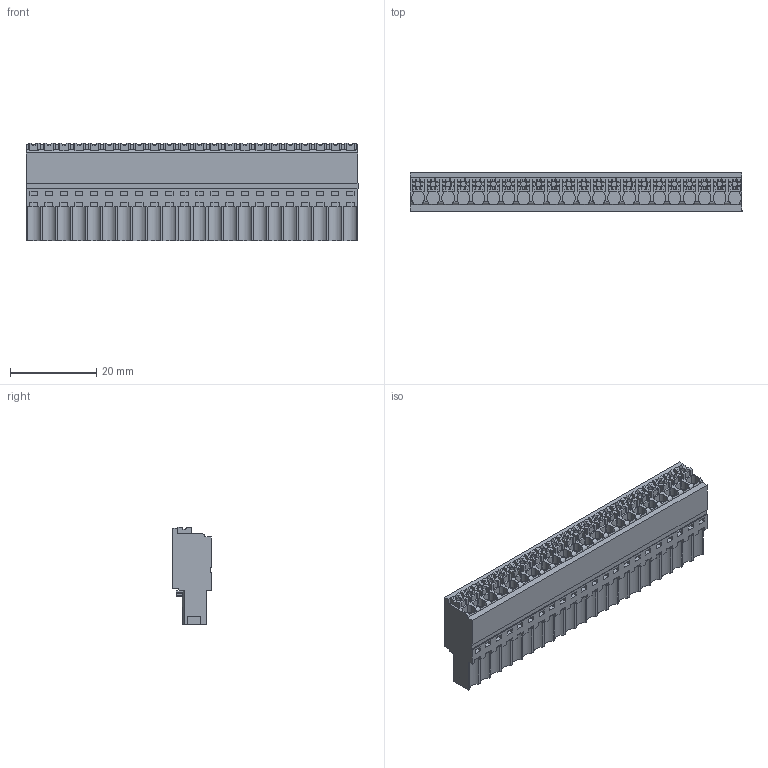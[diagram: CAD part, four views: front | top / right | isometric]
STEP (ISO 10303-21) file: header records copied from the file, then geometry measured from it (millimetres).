
FILE_DESCRIPTION(('CATIA V5R24 STEP','CAx-IF Rec.Pracs.--- Model Styling and Organization---1.2---2011-12-15'),'2;1');
FILE_NAME ('D1462525_0', '2018-01-11T13:42:28+00:00', ('Weidmueller Interface'), ('Weidmueller'), 'CATIA Version 5-6 Release 2014 SP4 HF52', 'CATIA V5 STEP AP214', 'none');
FILE_SCHEMA(('AUTOMOTIVE_DESIGN { 1 0 10303 214 1 1 1 1 }'));
Products named in the file (1): 2459250000
Bounding box: 77.04 x 9 x 22.7 mm (x, y, z)
Volume: 11266.2 mm3; surface area: 8927.1 mm2
Topology: 23 solids, 23 shells, 2044 faces, 6009 edges, 4055 vertices
Faces by surface type: plane 1867, cylinder 177
Entity records: 64524 total; most frequent: CARTESIAN_POINT 13381, ORIENTED_EDGE 12018, DIRECTION 7988, EDGE_CURVE 6009, VECTOR 5039, LINE 5039, VERTEX_POINT 4055, EDGE_LOOP 2132
